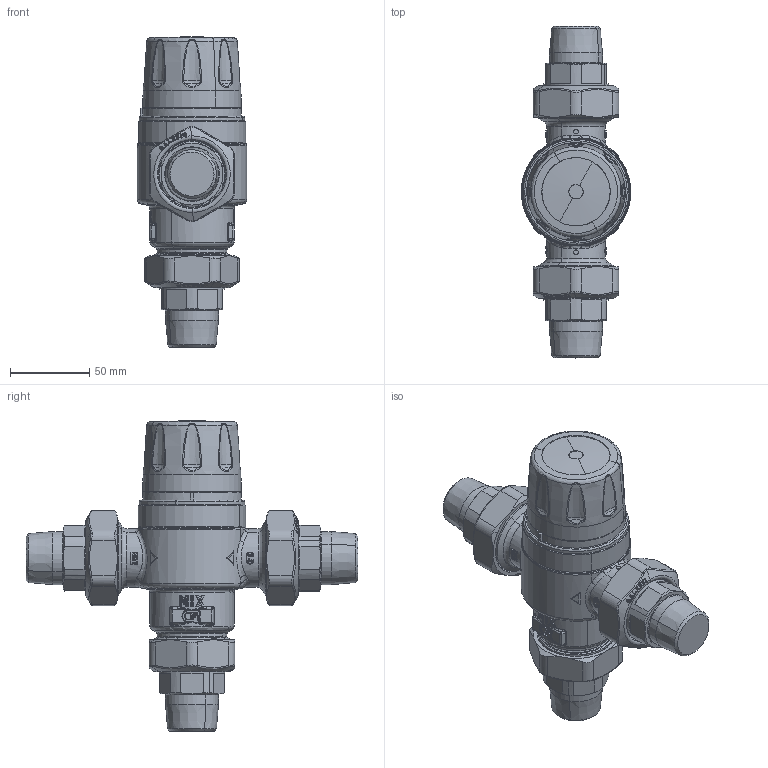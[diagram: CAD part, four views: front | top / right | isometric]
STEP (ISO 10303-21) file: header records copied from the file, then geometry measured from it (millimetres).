
FILE_DESCRIPTION(('CATIA V5 STEP Exchange','CAx-IF Rec.Pracs.--- Model Styling and Organization---1.4--- 2014-01-23','CAx-IF Rec.Pracs.---3D Tessellated Data Validation Properties---0.5---2014-09-14'),'2;1');
FILE_NAME('STEP_523160_-_TST.stp','2020-10-09T11:55:10+00:00',('none'),('none'),'CATIA Version 5-6 Release 2019 SP3','CATIA V5 STEP AP242 v1','none');
FILE_SCHEMA(('AP242_MANAGED_MODEL_BASED_3D_ENGINEERING_MIM_LF {1 0 10303 442 1 1 4}'));
Length unit declared in the file: millimetre
Products named in the file (1): 523160 - TST
Bounding box: 68.9 x 209 x 195.47 mm (x, y, z)
Volume: 695866.6 mm3; surface area: 78229.6 mm2
Topology: 1 solids, 9 shells, 2917 faces, 7057 edges, 3956 vertices
Faces by surface type: bspline 1591, plane 438, cone 313, cylinder 263, sphere 231, torus 79, revolution 2
Entity records: 163999 total; most frequent: CARTESIAN_POINT 113694, ORIENTED_EDGE 13646, EDGE_CURVE 6823, B_SPLINE_CURVE_WITH_KNOTS 4760, DIRECTION 4011, VERTEX_POINT 3956, EDGE_LOOP 2957, ADVANCED_FACE 2917
